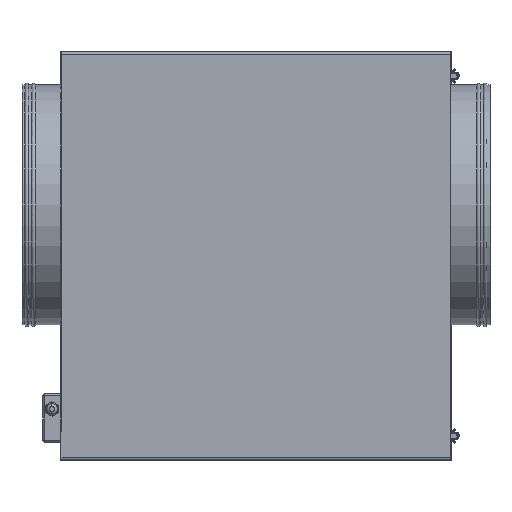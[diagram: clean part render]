
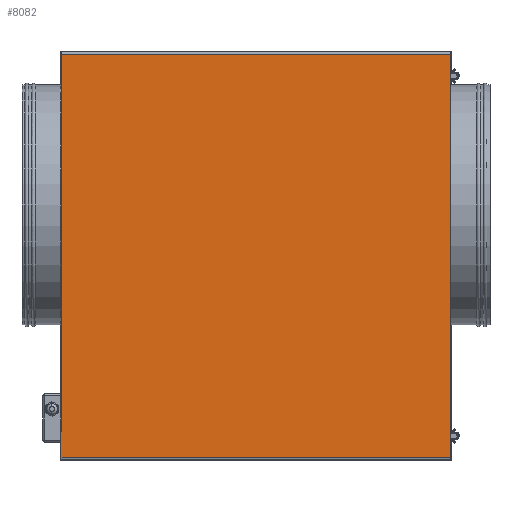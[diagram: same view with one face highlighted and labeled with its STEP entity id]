
A CAD part, front view. The second image highlights one B-rep face of the part: STEP entity #8082.
In plain terms, the highlighted planar face has unit normal (0, -1, 0).
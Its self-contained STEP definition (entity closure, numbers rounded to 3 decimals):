
#2690 = DIRECTION ( 'NONE',  ( 0., 0., -1. ) ) ;
#2691 = VECTOR ( 'NONE', #2690, 1000. ) ;
#2692 = CARTESIAN_POINT ( 'NONE',  ( -325., 0., 680. ) ) ;
#2693 = LINE ( 'NONE', #2692, #2691 ) ;
#2694 = CARTESIAN_POINT ( 'NONE',  ( -325., 0., 3.737 ) ) ;
#2756 = CARTESIAN_POINT ( 'NONE',  ( -325., 0., 676.263 ) ) ;
#2959 = DIRECTION ( 'NONE',  ( 0., 0., 1. ) ) ;
#2960 = DIRECTION ( 'NONE',  ( 0., 1., 0. ) ) ;
#2979 = DIRECTION ( 'NONE',  ( -1., 0., 0. ) ) ;
#2980 = VECTOR ( 'NONE', #2979, 1000. ) ;
#3012 = CARTESIAN_POINT ( 'NONE',  ( 325., 0., 676.263 ) ) ;
#3050 = FACE_OUTER_BOUND ( 'NONE', #8063, .T. ) ;
#3053 = LINE ( 'NONE', #3071, #2980 ) ;
#3071 = CARTESIAN_POINT ( 'NONE',  ( 325., 0., 676.263 ) ) ;
#3084 = CARTESIAN_POINT ( 'NONE',  ( -325., 0., 680. ) ) ;
#3085 = AXIS2_PLACEMENT_3D ( 'NONE', #3084, #2960, #2959 ) ;
#3106 = PLANE ( 'NONE',  #3085 ) ;
#3153 = DIRECTION ( 'NONE',  ( -1., 0., 0. ) ) ;
#3154 = VECTOR ( 'NONE', #3153, 1000. ) ;
#3155 = CARTESIAN_POINT ( 'NONE',  ( -325., 0., 3.737 ) ) ;
#3187 = CARTESIAN_POINT ( 'NONE',  ( 325., 0., 3.737 ) ) ;
#3204 = LINE ( 'NONE', #3155, #3154 ) ;
#3480 = LINE ( 'NONE', #3540, #3541 ) ;
#3539 = DIRECTION ( 'NONE',  ( 0., 0., 1. ) ) ;
#3540 = CARTESIAN_POINT ( 'NONE',  ( 325., 0., 680. ) ) ;
#3541 = VECTOR ( 'NONE', #3539, 1000. ) ;
#7974 = VERTEX_POINT ( 'NONE', #2694 ) ;
#7976 = EDGE_CURVE ( 'NONE', #7984, #7974, #2693, .T. ) ;
#7984 = VERTEX_POINT ( 'NONE', #2756 ) ;
#8063 = EDGE_LOOP ( 'NONE', ( #8064, #8067, #8117, #8200 ) ) ;
#8064 = ORIENTED_EDGE ( 'NONE', *, *, #8065, .T. ) ;
#8065 = EDGE_CURVE ( 'NONE', #8066, #7984, #3053, .T. ) ;
#8066 = VERTEX_POINT ( 'NONE', #3012 ) ;
#8067 = ORIENTED_EDGE ( 'NONE', *, *, #7976, .T. ) ;
#8082 = ADVANCED_FACE ( 'NONE', ( #3050 ), #3106, .F. ) ;
#8117 = ORIENTED_EDGE ( 'NONE', *, *, #8118, .F. ) ;
#8118 = EDGE_CURVE ( 'NONE', #8119, #7974, #3204, .T. ) ;
#8119 = VERTEX_POINT ( 'NONE', #3187 ) ;
#8200 = ORIENTED_EDGE ( 'NONE', *, *, #8201, .T. ) ;
#8201 = EDGE_CURVE ( 'NONE', #8119, #8066, #3480, .T. ) ;
